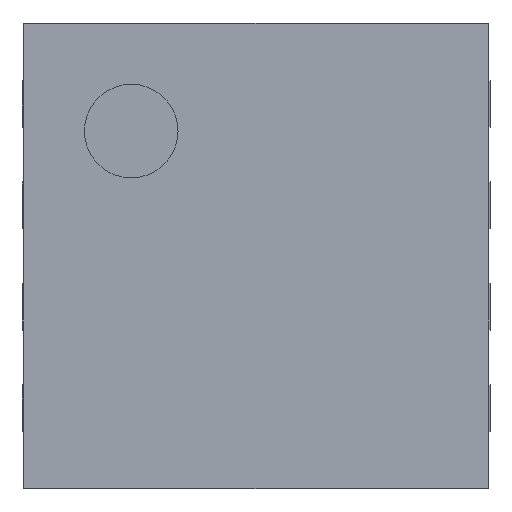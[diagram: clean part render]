
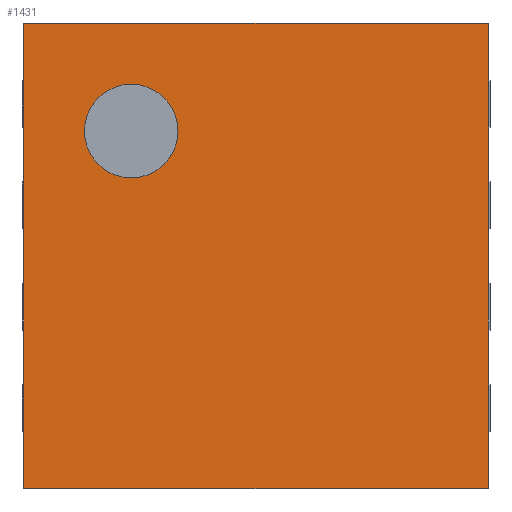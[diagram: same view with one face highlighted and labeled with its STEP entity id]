
A CAD part, top view. The second image highlights one B-rep face of the part: STEP entity #1431.
In plain terms, the highlighted planar face has unit normal (0, 0, 1).
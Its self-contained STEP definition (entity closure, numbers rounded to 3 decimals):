
#473 = VERTEX_POINT('',#474);
#474 = CARTESIAN_POINT('',(1.49,1.49,0.92));
#480 = EDGE_CURVE('',#473,#481,#483,.T.);
#481 = VERTEX_POINT('',#482);
#482 = CARTESIAN_POINT('',(1.49,-1.49,0.92));
#483 = LINE('',#484,#485);
#484 = CARTESIAN_POINT('',(1.49,1.49,0.92));
#485 = VECTOR('',#486,1.);
#486 = DIRECTION('',(0.,-1.,0.));
#593 = VERTEX_POINT('',#594);
#594 = CARTESIAN_POINT('',(-1.49,1.49,0.92));
#602 = EDGE_CURVE('',#593,#473,#603,.T.);
#603 = LINE('',#604,#605);
#604 = CARTESIAN_POINT('',(-1.49,1.49,0.92));
#605 = VECTOR('',#606,1.);
#606 = DIRECTION('',(1.,0.,0.));
#618 = EDGE_CURVE('',#593,#619,#621,.T.);
#619 = VERTEX_POINT('',#620);
#620 = CARTESIAN_POINT('',(-1.49,-1.49,0.92));
#621 = LINE('',#622,#623);
#622 = CARTESIAN_POINT('',(-1.49,1.49,0.92));
#623 = VECTOR('',#624,1.);
#624 = DIRECTION('',(0.,-1.,0.));
#1421 = EDGE_CURVE('',#619,#481,#1422,.T.);
#1422 = LINE('',#1423,#1424);
#1423 = CARTESIAN_POINT('',(-1.49,-1.49,0.92));
#1424 = VECTOR('',#1425,1.);
#1425 = DIRECTION('',(1.,0.,0.));
#1431 = ADVANCED_FACE('',(#1432,#1438),#1449,.T.);
#1432 = FACE_BOUND('',#1433,.T.);
#1433 = EDGE_LOOP('',(#1434,#1435,#1436,#1437));
#1434 = ORIENTED_EDGE('',*,*,#602,.F.);
#1435 = ORIENTED_EDGE('',*,*,#618,.T.);
#1436 = ORIENTED_EDGE('',*,*,#1421,.T.);
#1437 = ORIENTED_EDGE('',*,*,#480,.F.);
#1438 = FACE_BOUND('',#1439,.T.);
#1439 = EDGE_LOOP('',(#1440));
#1440 = ORIENTED_EDGE('',*,*,#1441,.T.);
#1441 = EDGE_CURVE('',#1442,#1442,#1444,.T.);
#1442 = VERTEX_POINT('',#1443);
#1443 = CARTESIAN_POINT('',(-0.8,0.5,0.92));
#1444 = CIRCLE('',#1445,0.3);
#1445 = AXIS2_PLACEMENT_3D('',#1446,#1447,#1448);
#1446 = CARTESIAN_POINT('',(-0.8,0.8,0.92));
#1447 = DIRECTION('',(0.,-0.,-1.));
#1448 = DIRECTION('',(0.,-1.,0.));
#1449 = PLANE('',#1450);
#1450 = AXIS2_PLACEMENT_3D('',#1451,#1452,#1453);
#1451 = CARTESIAN_POINT('',(-1.49,1.49,0.92));
#1452 = DIRECTION('',(0.,0.,1.));
#1453 = DIRECTION('',(0.,-1.,0.));
